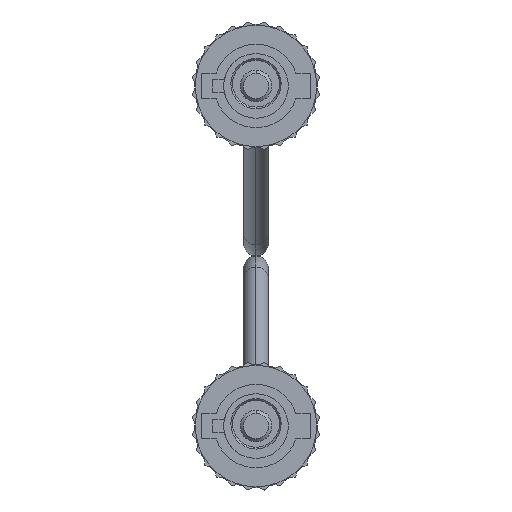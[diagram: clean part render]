
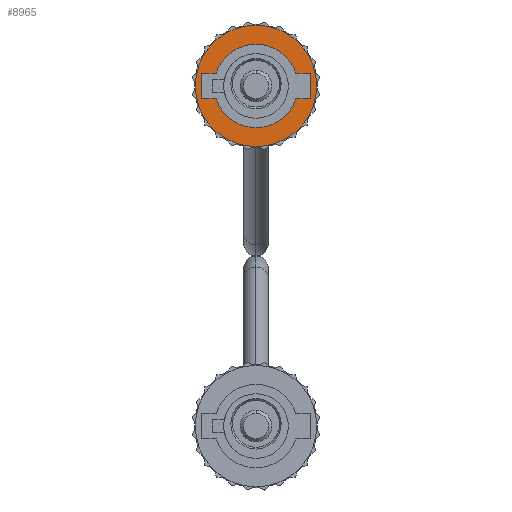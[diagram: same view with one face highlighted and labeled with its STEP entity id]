
A CAD part, left-side view. The second image highlights one B-rep face of the part: STEP entity #8965.
In plain terms, the highlighted face is planar.
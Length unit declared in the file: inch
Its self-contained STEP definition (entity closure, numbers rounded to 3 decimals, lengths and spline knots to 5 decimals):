
#134 = ORIENTED_EDGE ( 'NONE', *, *, #8658, .F. ) ;
#222 = CARTESIAN_POINT ( 'NONE',  ( 0.1725, 0.45, 0.041 ) ) ;
#238 = DIRECTION ( 'NONE',  ( 0., 1., 0. ) ) ;
#264 = VERTEX_POINT ( 'NONE', #6165 ) ;
#313 = CARTESIAN_POINT ( 'NONE',  ( 0.1725, 0.45, -0.041 ) ) ;
#329 = CARTESIAN_POINT ( 'NONE',  ( 0.126, 0.45, -0.041 ) ) ;
#358 = VECTOR ( 'NONE', #8596, 39.37008 ) ;
#373 = VERTEX_POINT ( 'NONE', #3533 ) ;
#529 = DIRECTION ( 'NONE',  ( 0., 0., 1. ) ) ;
#535 = CARTESIAN_POINT ( 'NONE',  ( 0.1725, 0.45, -0.041 ) ) ;
#705 = LINE ( 'NONE', #9611, #358 ) ;
#747 = VECTOR ( 'NONE', #1901, 39.37008 ) ;
#918 = ORIENTED_EDGE ( 'NONE', *, *, #1444, .F. ) ;
#1065 = CARTESIAN_POINT ( 'NONE',  ( -0.1725, 0.45, 0.041 ) ) ;
#1299 = CARTESIAN_POINT ( 'NONE',  ( 0., 0.45, 0. ) ) ;
#1444 = EDGE_CURVE ( 'NONE', #2847, #10363, #12208, .T. ) ;
#1610 = CARTESIAN_POINT ( 'NONE',  ( 0., 0.45, 0.1325 ) ) ;
#1620 = CARTESIAN_POINT ( 'NONE',  ( -0.126, 0.45, 0.041 ) ) ;
#1675 = VERTEX_POINT ( 'NONE', #222 ) ;
#1842 = EDGE_CURVE ( 'NONE', #9053, #8118, #10934, .T. ) ;
#1901 = DIRECTION ( 'NONE',  ( 0., 0., 1. ) ) ;
#2029 = FACE_BOUND ( 'NONE', #10631, .T. ) ;
#2102 = EDGE_CURVE ( 'NONE', #6975, #2847, #4298, .T. ) ;
#2212 = AXIS2_PLACEMENT_3D ( 'NONE', #1299, #8276, #12072 ) ;
#2294 = DIRECTION ( 'NONE',  ( 0., 0., 1. ) ) ;
#2299 = CARTESIAN_POINT ( 'NONE',  ( 0., 0.45, 0. ) ) ;
#2433 = VECTOR ( 'NONE', #11469, 39.37008 ) ;
#2554 = EDGE_CURVE ( 'NONE', #264, #5334, #9021, .T. ) ;
#2621 = CARTESIAN_POINT ( 'NONE',  ( 0., 0.45, -0.1925 ) ) ;
#2695 = EDGE_LOOP ( 'NONE', ( #6228, #9076 ) ) ;
#2799 = LINE ( 'NONE', #9626, #747 ) ;
#2847 = VERTEX_POINT ( 'NONE', #1620 ) ;
#3533 = CARTESIAN_POINT ( 'NONE',  ( 0.126, 0.45, 0.041 ) ) ;
#3613 = CARTESIAN_POINT ( 'NONE',  ( 0., 0.45, 0. ) ) ;
#3810 = DIRECTION ( 'NONE',  ( 0., 0., 1. ) ) ;
#3853 = ORIENTED_EDGE ( 'NONE', *, *, #4033, .F. ) ;
#3950 = ORIENTED_EDGE ( 'NONE', *, *, #8500, .F. ) ;
#4005 = FACE_OUTER_BOUND ( 'NONE', #2695, .T. ) ;
#4033 = EDGE_CURVE ( 'NONE', #373, #1675, #4718, .T. ) ;
#4123 = CIRCLE ( 'NONE', #6742, 0.1325 ) ;
#4141 = DIRECTION ( 'NONE',  ( 0., 1., 0. ) ) ;
#4218 = DIRECTION ( 'NONE',  ( -1., 0., 0. ) ) ;
#4298 = LINE ( 'NONE', #6249, #4659 ) ;
#4617 = ORIENTED_EDGE ( 'NONE', *, *, #8494, .F. ) ;
#4659 = VECTOR ( 'NONE', #10871, 39.37008 ) ;
#4718 = LINE ( 'NONE', #5848, #2433 ) ;
#4762 = CARTESIAN_POINT ( 'NONE',  ( -0.1725, 0.45, -0.041 ) ) ;
#5182 = AXIS2_PLACEMENT_3D ( 'NONE', #9770, #238, #2294 ) ;
#5334 = VERTEX_POINT ( 'NONE', #329 ) ;
#5550 = EDGE_CURVE ( 'NONE', #10363, #373, #4123, .T. ) ;
#5848 = CARTESIAN_POINT ( 'NONE',  ( 0.1725, 0.45, 0.041 ) ) ;
#5859 = CARTESIAN_POINT ( 'NONE',  ( 0., 0.45, 0. ) ) ;
#6155 = ORIENTED_EDGE ( 'NONE', *, *, #5550, .F. ) ;
#6165 = CARTESIAN_POINT ( 'NONE',  ( 0.1725, 0.45, -0.041 ) ) ;
#6166 = AXIS2_PLACEMENT_3D ( 'NONE', #5859, #9720, #529 ) ;
#6228 = ORIENTED_EDGE ( 'NONE', *, *, #7270, .T. ) ;
#6249 = CARTESIAN_POINT ( 'NONE',  ( -0.126, 0.45, 0.041 ) ) ;
#6283 = LINE ( 'NONE', #535, #8807 ) ;
#6742 = AXIS2_PLACEMENT_3D ( 'NONE', #2299, #4141, #9065 ) ;
#6975 = VERTEX_POINT ( 'NONE', #1065 ) ;
#6996 = CIRCLE ( 'NONE', #9221, 0.1325 ) ;
#7158 = VERTEX_POINT ( 'NONE', #4762 ) ;
#7270 = EDGE_CURVE ( 'NONE', #8118, #9053, #11841, .T. ) ;
#7407 = DIRECTION ( 'NONE',  ( 0., 0., -1. ) ) ;
#7446 = CARTESIAN_POINT ( 'NONE',  ( 0., 0.45, 0.1925 ) ) ;
#7831 = PLANE ( 'NONE',  #2212 ) ;
#8118 = VERTEX_POINT ( 'NONE', #2621 ) ;
#8276 = DIRECTION ( 'NONE',  ( 0., 1., 0. ) ) ;
#8362 = DIRECTION ( 'NONE',  ( 0., 0., 1. ) ) ;
#8494 = EDGE_CURVE ( 'NONE', #1675, #264, #6283, .T. ) ;
#8500 = EDGE_CURVE ( 'NONE', #5334, #11916, #6996, .T. ) ;
#8596 = DIRECTION ( 'NONE',  ( -1., 0., 0. ) ) ;
#8658 = EDGE_CURVE ( 'NONE', #7158, #6975, #2799, .T. ) ;
#8706 = AXIS2_PLACEMENT_3D ( 'NONE', #3613, #10816, #3810 ) ;
#8807 = VECTOR ( 'NONE', #7407, 39.37008 ) ;
#8895 = ORIENTED_EDGE ( 'NONE', *, *, #2102, .F. ) ;
#8965 = ADVANCED_FACE ( 'NONE', ( #2029, #4005 ), #7831, .T. ) ;
#9021 = LINE ( 'NONE', #313, #9515 ) ;
#9053 = VERTEX_POINT ( 'NONE', #7446 ) ;
#9065 = DIRECTION ( 'NONE',  ( 0., 0., 1. ) ) ;
#9076 = ORIENTED_EDGE ( 'NONE', *, *, #1842, .T. ) ;
#9221 = AXIS2_PLACEMENT_3D ( 'NONE', #10254, #10137, #8362 ) ;
#9515 = VECTOR ( 'NONE', #4218, 39.37008 ) ;
#9611 = CARTESIAN_POINT ( 'NONE',  ( -0.126, 0.45, -0.041 ) ) ;
#9626 = CARTESIAN_POINT ( 'NONE',  ( -0.1725, 0.45, -0.041 ) ) ;
#9628 = ORIENTED_EDGE ( 'NONE', *, *, #2554, .F. ) ;
#9720 = DIRECTION ( 'NONE',  ( 0., 1., 0. ) ) ;
#9770 = CARTESIAN_POINT ( 'NONE',  ( 0., 0.45, 0. ) ) ;
#9909 = ORIENTED_EDGE ( 'NONE', *, *, #9957, .F. ) ;
#9957 = EDGE_CURVE ( 'NONE', #11916, #7158, #705, .T. ) ;
#10137 = DIRECTION ( 'NONE',  ( 0., 1., 0. ) ) ;
#10254 = CARTESIAN_POINT ( 'NONE',  ( 0., 0.45, 0. ) ) ;
#10363 = VERTEX_POINT ( 'NONE', #1610 ) ;
#10523 = CARTESIAN_POINT ( 'NONE',  ( -0.126, 0.45, -0.041 ) ) ;
#10631 = EDGE_LOOP ( 'NONE', ( #4617, #3853, #6155, #918, #8895, #134, #9909, #3950, #9628 ) ) ;
#10816 = DIRECTION ( 'NONE',  ( 0., 1., 0. ) ) ;
#10871 = DIRECTION ( 'NONE',  ( 1., 0., 0. ) ) ;
#10934 = CIRCLE ( 'NONE', #8706, 0.1925 ) ;
#11469 = DIRECTION ( 'NONE',  ( 1., 0., 0. ) ) ;
#11841 = CIRCLE ( 'NONE', #5182, 0.1925 ) ;
#11916 = VERTEX_POINT ( 'NONE', #10523 ) ;
#12072 = DIRECTION ( 'NONE',  ( 0., 0., 1. ) ) ;
#12208 = CIRCLE ( 'NONE', #6166, 0.1325 ) ;
